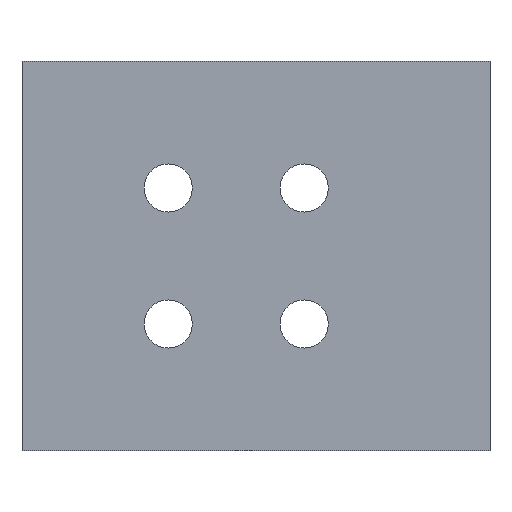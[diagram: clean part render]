
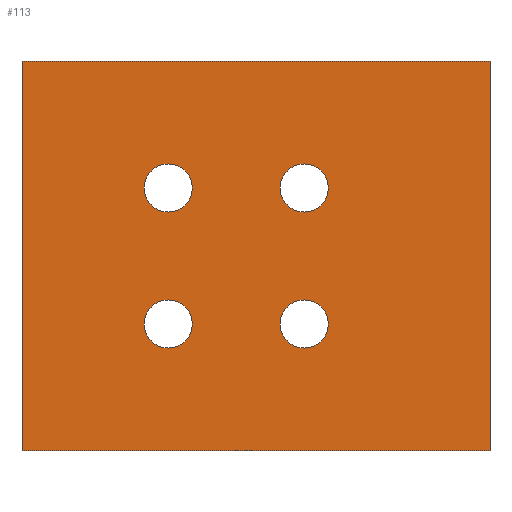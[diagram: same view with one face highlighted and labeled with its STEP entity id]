
A CAD part, front view. The second image highlights one B-rep face of the part: STEP entity #113.
In plain terms, the highlighted planar face has unit normal (0, -1, 0).
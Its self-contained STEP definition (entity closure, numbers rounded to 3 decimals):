
#103 = VERTEX_POINT( '', #269 );
#105 = VERTEX_POINT( '', #271 );
#107 = VERTEX_POINT( '', #273 );
#111 = VERTEX_POINT( '', #278 );
#113 = ADVANCED_FACE( '', ( #280, #281, #282, #283, #284 ), #285, .F. );
#117 = EDGE_CURVE( '', #103, #171, #289, .T. );
#125 = VERTEX_POINT( '', #298 );
#141 = EDGE_CURVE( '', #163, #125, #316, .T. );
#157 = EDGE_CURVE( '', #187, #165, #334, .T. );
#163 = VERTEX_POINT( '', #341 );
#165 = VERTEX_POINT( '', #343 );
#171 = VERTEX_POINT( '', #349 );
#173 = EDGE_CURVE( '', #125, #163, #351, .T. );
#187 = VERTEX_POINT( '', #371 );
#189 = EDGE_CURVE( '', #165, #187, #373, .T. );
#193 = EDGE_CURVE( '', #107, #103, #377, .T. );
#197 = EDGE_CURVE( '', #111, #105, #382, .T. );
#203 = VERTEX_POINT( '', #388 );
#213 = EDGE_CURVE( '', #105, #111, #398, .T. );
#215 = EDGE_CURVE( '', #231, #223, #400, .T. );
#223 = VERTEX_POINT( '', #411 );
#229 = EDGE_CURVE( '', #223, #231, #417, .T. );
#231 = VERTEX_POINT( '', #419 );
#241 = EDGE_CURVE( '', #171, #203, #429, .T. );
#245 = EDGE_CURVE( '', #203, #107, #433, .T. );
#269 = CARTESIAN_POINT( '', ( -41.3, 0., -34.4 ) );
#271 = CARTESIAN_POINT( '', ( 12.75, 0., 12. ) );
#273 = CARTESIAN_POINT( '', ( 41.3, 0., -34.4 ) );
#278 = CARTESIAN_POINT( '', ( 4.25, 0., 12. ) );
#280 = FACE_OUTER_BOUND( '', #462, .T. );
#281 = FACE_BOUND( '', #463, .T. );
#282 = FACE_BOUND( '', #464, .T. );
#283 = FACE_BOUND( '', #465, .T. );
#284 = FACE_BOUND( '', #466, .T. );
#285 = PLANE( '', #467 );
#289 = LINE( '', #472, #473 );
#298 = CARTESIAN_POINT( '', ( -11.25, 0., 12. ) );
#316 = CIRCLE( '', #509, 4.25 );
#334 = CIRCLE( '', #534, 4.25 );
#341 = CARTESIAN_POINT( '', ( -19.75, 0., 12. ) );
#343 = CARTESIAN_POINT( '', ( -11.25, 0., -12. ) );
#349 = CARTESIAN_POINT( '', ( -41.3, 0., 34.4 ) );
#351 = CIRCLE( '', #554, 4.25 );
#371 = CARTESIAN_POINT( '', ( -19.75, 0., -12. ) );
#373 = CIRCLE( '', #582, 4.25 );
#377 = LINE( '', #587, #588 );
#382 = CIRCLE( '', #594, 4.25 );
#388 = CARTESIAN_POINT( '', ( 41.3, 0., 34.4 ) );
#398 = CIRCLE( '', #618, 4.25 );
#400 = CIRCLE( '', #621, 4.25 );
#411 = CARTESIAN_POINT( '', ( 4.25, 0., -12. ) );
#417 = CIRCLE( '', #642, 4.25 );
#419 = CARTESIAN_POINT( '', ( 12.75, 0., -12. ) );
#429 = LINE( '', #656, #657 );
#433 = LINE( '', #664, #665 );
#462 = EDGE_LOOP( '', ( #681, #682, #683, #684 ) );
#463 = EDGE_LOOP( '', ( #685, #686 ) );
#464 = EDGE_LOOP( '', ( #687, #688 ) );
#465 = EDGE_LOOP( '', ( #689, #690 ) );
#466 = EDGE_LOOP( '', ( #691, #692 ) );
#467 = AXIS2_PLACEMENT_3D( '', #693, #694, #695 );
#472 = CARTESIAN_POINT( '', ( -41.3, 0., -34.4 ) );
#473 = VECTOR( '', #696, 1. );
#509 = AXIS2_PLACEMENT_3D( '', #725, #726, #727 );
#534 = AXIS2_PLACEMENT_3D( '', #747, #748, #749 );
#554 = AXIS2_PLACEMENT_3D( '', #759, #760, #761 );
#582 = AXIS2_PLACEMENT_3D( '', #791, #792, #793 );
#587 = CARTESIAN_POINT( '', ( 41.3, 0., -34.4 ) );
#588 = VECTOR( '', #794, 1. );
#594 = AXIS2_PLACEMENT_3D( '', #803, #804, #805 );
#618 = AXIS2_PLACEMENT_3D( '', #817, #818, #819 );
#621 = AXIS2_PLACEMENT_3D( '', #820, #821, #822 );
#642 = AXIS2_PLACEMENT_3D( '', #851, #852, #853 );
#656 = CARTESIAN_POINT( '', ( -41.3, 0., 34.4 ) );
#657 = VECTOR( '', #861, 1. );
#664 = CARTESIAN_POINT( '', ( 41.3, 0., 34.4 ) );
#665 = VECTOR( '', #863, 1. );
#681 = ORIENTED_EDGE( '', *, *, #241, .F. );
#682 = ORIENTED_EDGE( '', *, *, #117, .F. );
#683 = ORIENTED_EDGE( '', *, *, #193, .F. );
#684 = ORIENTED_EDGE( '', *, *, #245, .F. );
#685 = ORIENTED_EDGE( '', *, *, #215, .T. );
#686 = ORIENTED_EDGE( '', *, *, #229, .T. );
#687 = ORIENTED_EDGE( '', *, *, #213, .T. );
#688 = ORIENTED_EDGE( '', *, *, #197, .T. );
#689 = ORIENTED_EDGE( '', *, *, #173, .T. );
#690 = ORIENTED_EDGE( '', *, *, #141, .T. );
#691 = ORIENTED_EDGE( '', *, *, #189, .T. );
#692 = ORIENTED_EDGE( '', *, *, #157, .T. );
#693 = CARTESIAN_POINT( '', ( 0., 0., 0. ) );
#694 = DIRECTION( '', ( 0., 1., 0. ) );
#695 = DIRECTION( '', ( 0., 0., 1. ) );
#696 = DIRECTION( '', ( 0., 0., 1. ) );
#725 = CARTESIAN_POINT( '', ( -15.5, 0., 12. ) );
#726 = DIRECTION( '', ( 0., 1., 0. ) );
#727 = DIRECTION( '', ( 1., 0., 0. ) );
#747 = CARTESIAN_POINT( '', ( -15.5, 0., -12. ) );
#748 = DIRECTION( '', ( 0., 1., 0. ) );
#749 = DIRECTION( '', ( 1., 0., 0. ) );
#759 = CARTESIAN_POINT( '', ( -15.5, 0., 12. ) );
#760 = DIRECTION( '', ( 0., 1., 0. ) );
#761 = DIRECTION( '', ( 1., 0., 0. ) );
#791 = CARTESIAN_POINT( '', ( -15.5, 0., -12. ) );
#792 = DIRECTION( '', ( 0., 1., 0. ) );
#793 = DIRECTION( '', ( 1., 0., 0. ) );
#794 = DIRECTION( '', ( -1., 0., 0. ) );
#803 = CARTESIAN_POINT( '', ( 8.5, 0., 12. ) );
#804 = DIRECTION( '', ( 0., 1., 0. ) );
#805 = DIRECTION( '', ( 1., 0., 0. ) );
#817 = CARTESIAN_POINT( '', ( 8.5, 0., 12. ) );
#818 = DIRECTION( '', ( 0., 1., 0. ) );
#819 = DIRECTION( '', ( 1., 0., 0. ) );
#820 = CARTESIAN_POINT( '', ( 8.5, 0., -12. ) );
#821 = DIRECTION( '', ( 0., 1., 0. ) );
#822 = DIRECTION( '', ( 1., 0., 0. ) );
#851 = CARTESIAN_POINT( '', ( 8.5, 0., -12. ) );
#852 = DIRECTION( '', ( 0., 1., 0. ) );
#853 = DIRECTION( '', ( 1., 0., 0. ) );
#861 = DIRECTION( '', ( 1., 0., 0. ) );
#863 = DIRECTION( '', ( 0., 0., -1. ) );
